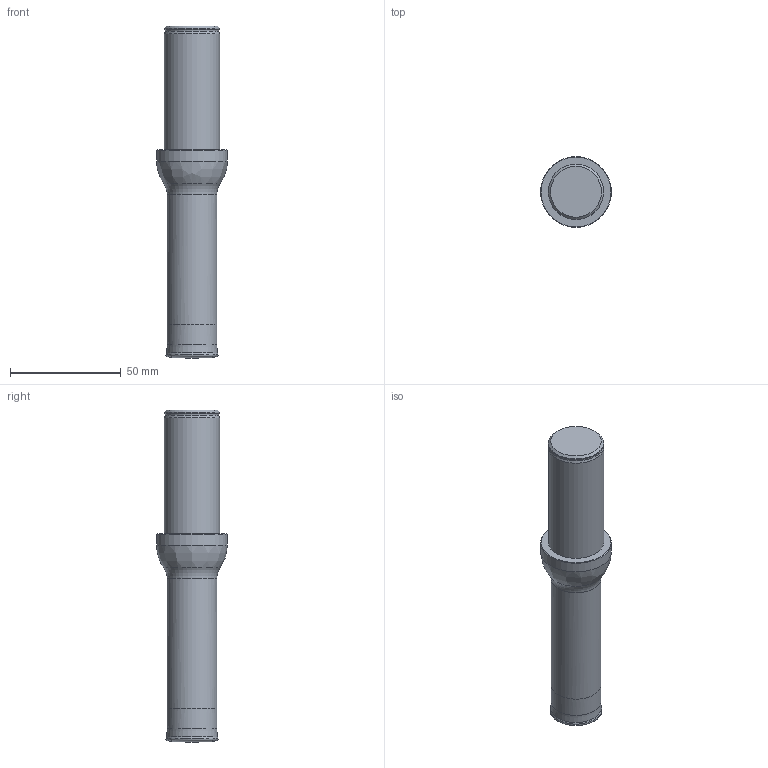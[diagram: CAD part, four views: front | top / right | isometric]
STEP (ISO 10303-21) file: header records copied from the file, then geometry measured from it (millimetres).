
FILE_DESCRIPTION(/* description */ ('3-D model version:1'),/* implementation_level */ '2;1');
FILE_NAME(/* name */ '881-D2350L25-03',/* time_stamp */ '2011-11-16T12:48:40+01:00',/* author */ ('CappDp'),/* organization */ ('AB Sandvik Coromant'),/* preprocessor_version */ 'ST-DEVELOPER v11',/* originating_system */ 'SIEMENS UGS NX 6.0',/* authorisation */ '');
FILE_SCHEMA (('AP203_CONFIGURATION_CONTROLLED_3D_DESIGN_OF_MECHANICAL_PARTS_AND_ASSEMBLIES_MIM_LF'));
Length unit declared in the file: millimetre
Products named in the file (1): 5885_2_3D
Bounding box: 32 x 32 x 150 mm (x, y, z)
Volume: 71246.1 mm3; surface area: 13953.7 mm2
Topology: 2 solids, 2 shells, 29 faces, 57 edges, 31 vertices
Faces by surface type: cone 13, cylinder 6, torus 5, plane 3, bspline 2
Full cylindrical faces by diameter (mm): 11.4 x1, 22.5 x2, 24.994 x2, 32 x1
Entity records: 734 total; most frequent: CARTESIAN_POINT 157, DIRECTION 108, FACE_BOUND 54, EDGE_LOOP 54, ORIENTED_EDGE 54, AXIS2_PLACEMENT_3D 54, ADVANCED_FACE 29, VERTEX_POINT 29
